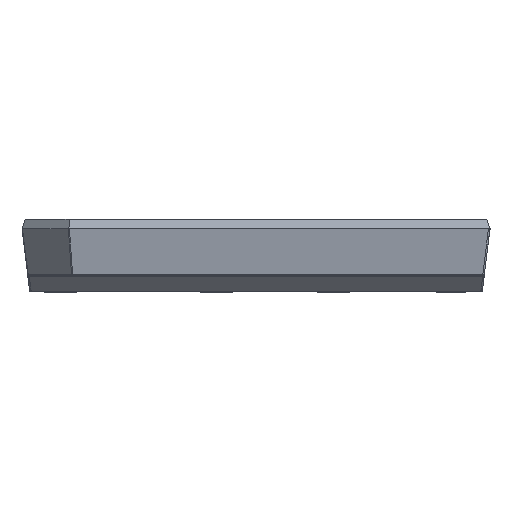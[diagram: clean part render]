
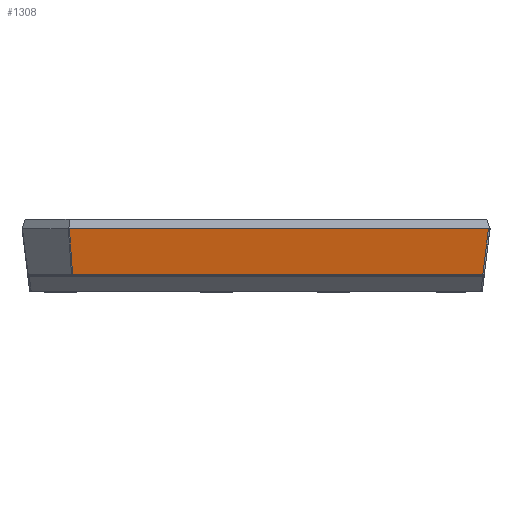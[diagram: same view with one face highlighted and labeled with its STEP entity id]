
A CAD part, top view. The second image highlights one B-rep face of the part: STEP entity #1308.
In plain terms, the highlighted planar face has unit normal (0, -0.164, 0.986).
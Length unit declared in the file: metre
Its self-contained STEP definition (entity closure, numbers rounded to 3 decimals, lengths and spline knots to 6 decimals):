
#1308 = ADVANCED_FACE( '', ( #2623 ), #2624, .F. );
#2623 = FACE_OUTER_BOUND( '', #5385, .T. );
#2624 = PLANE( '', #5386 );
#5385 = EDGE_LOOP( '', ( #9171, #9172, #9173, #9174 ) );
#5386 = AXIS2_PLACEMENT_3D( '', #9175, #9176, #9177 );
#9171 = ORIENTED_EDGE( '', *, *, #10616, .T. );
#9172 = ORIENTED_EDGE( '', *, *, #10189, .T. );
#9173 = ORIENTED_EDGE( '', *, *, #10823, .F. );
#9174 = ORIENTED_EDGE( '', *, *, #10843, .T. );
#9175 = CARTESIAN_POINT( '', ( 0., -0.0006, 0.009 ) );
#9176 = DIRECTION( '', ( 0., 0.164, -0.986 ) );
#9177 = DIRECTION( '', ( 1., 0., 0. ) );
#10189 = EDGE_CURVE( '', #12212, #12210, #12213, .F. );
#10616 = EDGE_CURVE( '', #12783, #12212, #12784, .F. );
#10823 = EDGE_CURVE( '', #13002, #12210, #13003, .T. );
#10843 = EDGE_CURVE( '', #13002, #12783, #13023, .T. );
#12210 = VERTEX_POINT( '', #15693 );
#12212 = VERTEX_POINT( '', #15695 );
#12213 = LINE( '', #15696, #15697 );
#12783 = VERTEX_POINT( '', #16843 );
#12784 = LINE( '', #16844, #16845 );
#13002 = VERTEX_POINT( '', #17222 );
#13003 = LINE( '', #17223, #17224 );
#13023 = LINE( '', #17258, #17259 );
#15693 = CARTESIAN_POINT( '', ( 0.014901, -0.0006, 0.009 ) );
#15695 = CARTESIAN_POINT( '', ( 0.014537, -0.003516, 0.008514 ) );
#15696 = CARTESIAN_POINT( '', ( 0.014678, -0.002385, 0.008702 ) );
#15697 = VECTOR( '', #17809, 1. );
#16843 = CARTESIAN_POINT( '', ( -0.011758, -0.003516, 0.008514 ) );
#16844 = CARTESIAN_POINT( '', ( 0., -0.003516, 0.008514 ) );
#16845 = VECTOR( '', #18031, 1. );
#17222 = CARTESIAN_POINT( '', ( -0.011959, -0.0006, 0.009 ) );
#17223 = CARTESIAN_POINT( '', ( 0., -0.0006, 0.009 ) );
#17224 = VECTOR( '', #18124, 1. );
#17258 = CARTESIAN_POINT( '', ( -0.011904, -0.0014, 0.008867 ) );
#17259 = VECTOR( '', #18131, 1. );
#17809 = DIRECTION( '', ( -0.122, -0.979, -0.163 ) );
#18031 = DIRECTION( '', ( -1., 0., 0. ) );
#18124 = DIRECTION( '', ( 1., 0., 0. ) );
#18131 = DIRECTION( '', ( 0.068, -0.984, -0.164 ) );
